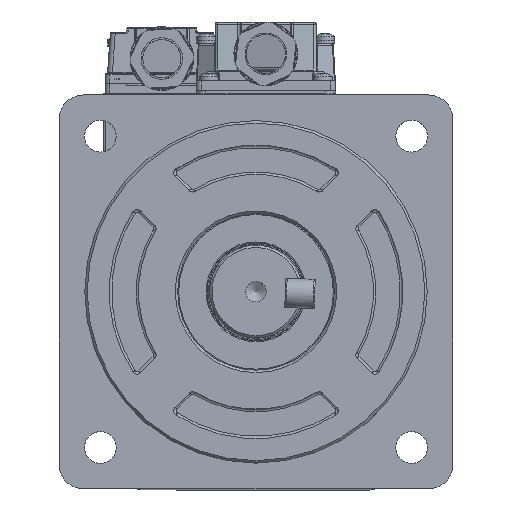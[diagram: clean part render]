
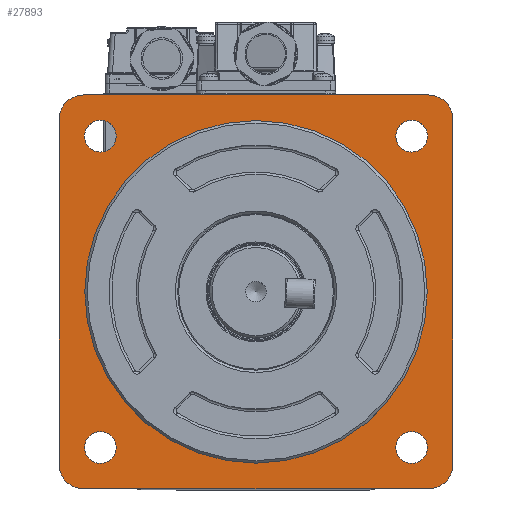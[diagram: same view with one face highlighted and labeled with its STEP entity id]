
A CAD part, top view. The second image highlights one B-rep face of the part: STEP entity #27893.
In plain terms, the highlighted planar face has unit normal (0, 0, 1).
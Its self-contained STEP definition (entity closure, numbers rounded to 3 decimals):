
#10 = CARTESIAN_POINT ( 'NONE',  ( -35.25, -35.25, 0. ) ) ;
#106 = ORIENTED_EDGE ( 'NONE', *, *, #51411, .F. ) ;
#1276 = CARTESIAN_POINT ( 'NONE',  ( 35.07, -31.82, 0. ) ) ;
#1430 = CARTESIAN_POINT ( 'NONE',  ( -35.25, 40.25, 0. ) ) ;
#1528 = DIRECTION ( 'NONE',  ( 0., 0., 1. ) ) ;
#1532 = VERTEX_POINT ( 'NONE', #33763 ) ;
#1741 = CARTESIAN_POINT ( 'NONE',  ( 0., 0., 0. ) ) ;
#1774 = DIRECTION ( 'NONE',  ( 1., 0., 0. ) ) ;
#1895 = CARTESIAN_POINT ( 'NONE',  ( -40.25, -35.25, 0. ) ) ;
#3209 = EDGE_CURVE ( 'NONE', #1532, #32296, #36452, .T. ) ;
#4147 = AXIS2_PLACEMENT_3D ( 'NONE', #57383, #10532, #10186 ) ;
#4197 = CARTESIAN_POINT ( 'NONE',  ( -40.25, 40.25, 0. ) ) ;
#4809 = CARTESIAN_POINT ( 'NONE',  ( 35.25, -35.25, 0. ) ) ;
#5139 = DIRECTION ( 'NONE',  ( 0., 0., 1. ) ) ;
#5555 = EDGE_CURVE ( 'NONE', #48108, #48108, #53088, .T. ) ;
#6542 = VERTEX_POINT ( 'NONE', #1276 ) ;
#6596 = VERTEX_POINT ( 'NONE', #34060 ) ;
#7413 = AXIS2_PLACEMENT_3D ( 'NONE', #10, #42623, #11507 ) ;
#7590 = ORIENTED_EDGE ( 'NONE', *, *, #50368, .T. ) ;
#8116 = VECTOR ( 'NONE', #33973, 1000. ) ;
#8280 = FACE_BOUND ( 'NONE', #22274, .T. ) ;
#9765 = VECTOR ( 'NONE', #63144, 1000. ) ;
#10186 = DIRECTION ( 'NONE',  ( 1., 0., 0. ) ) ;
#10532 = DIRECTION ( 'NONE',  ( 0., 0., 1. ) ) ;
#10899 = VERTEX_POINT ( 'NONE', #45359 ) ;
#11106 = EDGE_CURVE ( 'NONE', #62126, #6596, #51960, .T. ) ;
#11216 = ORIENTED_EDGE ( 'NONE', *, *, #62531, .T. ) ;
#11445 = EDGE_LOOP ( 'NONE', ( #54413 ) ) ;
#11507 = DIRECTION ( 'NONE',  ( 1., 0., 0. ) ) ;
#12207 = VERTEX_POINT ( 'NONE', #33534 ) ;
#12692 = DIRECTION ( 'NONE',  ( 1., 0., 0. ) ) ;
#12813 = EDGE_CURVE ( 'NONE', #32296, #10899, #62600, .T. ) ;
#12843 = CARTESIAN_POINT ( 'NONE',  ( 0., 0., 0. ) ) ;
#13300 = DIRECTION ( 'NONE',  ( 0., 0., 1. ) ) ;
#14547 = ORIENTED_EDGE ( 'NONE', *, *, #15449, .T. ) ;
#14566 = EDGE_LOOP ( 'NONE', ( #106 ) ) ;
#14780 = CARTESIAN_POINT ( 'NONE',  ( -40.25, 40.25, 0. ) ) ;
#15449 = EDGE_CURVE ( 'NONE', #10899, #66166, #37023, .T. ) ;
#17845 = DIRECTION ( 'NONE',  ( 0., 0., 1. ) ) ;
#18441 = DIRECTION ( 'NONE',  ( 0., 0., 1. ) ) ;
#20067 = CIRCLE ( 'NONE', #22231, 3.25 ) ;
#20162 = AXIS2_PLACEMENT_3D ( 'NONE', #4809, #5139, #43225 ) ;
#20877 = CIRCLE ( 'NONE', #7413, 5. ) ;
#21217 = CARTESIAN_POINT ( 'NONE',  ( 40.25, 40.25, 0. ) ) ;
#21956 = EDGE_CURVE ( 'NONE', #6596, #1532, #51127, .T. ) ;
#22231 = AXIS2_PLACEMENT_3D ( 'NONE', #28081, #1528, #12692 ) ;
#22274 = EDGE_LOOP ( 'NONE', ( #47891 ) ) ;
#22831 = DIRECTION ( 'NONE',  ( 0., 0., 1. ) ) ;
#24195 = AXIS2_PLACEMENT_3D ( 'NONE', #29379, #29032, #1774 ) ;
#24240 = CIRCLE ( 'NONE', #4147, 3.25 ) ;
#27534 = CIRCLE ( 'NONE', #42062, 35. ) ;
#27893 = ADVANCED_FACE ( 'NONE', ( #8280, #67676, #66300, #45705, #40113, #29610 ), #30292, .T. ) ;
#28081 = CARTESIAN_POINT ( 'NONE',  ( 31.82, -31.82, 0. ) ) ;
#28579 = ORIENTED_EDGE ( 'NONE', *, *, #61906, .F. ) ;
#28676 = CARTESIAN_POINT ( 'NONE',  ( -28.57, -31.82, 0. ) ) ;
#29032 = DIRECTION ( 'NONE',  ( 0., 0., 1. ) ) ;
#29379 = CARTESIAN_POINT ( 'NONE',  ( 31.82, 31.82, 0. ) ) ;
#29565 = ORIENTED_EDGE ( 'NONE', *, *, #67649, .T. ) ;
#29610 = FACE_OUTER_BOUND ( 'NONE', #49939, .T. ) ;
#29728 = VERTEX_POINT ( 'NONE', #28676 ) ;
#30079 = CARTESIAN_POINT ( 'NONE',  ( -35.25, 35.25, 0. ) ) ;
#30292 = PLANE ( 'NONE',  #43197 ) ;
#30316 = DIRECTION ( 'NONE',  ( 0., 0., 1. ) ) ;
#30495 = CARTESIAN_POINT ( 'NONE',  ( 40.25, -35.25, 0. ) ) ;
#31254 = CARTESIAN_POINT ( 'NONE',  ( 35.25, -40.25, 0. ) ) ;
#31352 = CARTESIAN_POINT ( 'NONE',  ( 35.25, 35.25, 0. ) ) ;
#32082 = EDGE_CURVE ( 'NONE', #29728, #29728, #24240, .T. ) ;
#32296 = VERTEX_POINT ( 'NONE', #1430 ) ;
#32451 = AXIS2_PLACEMENT_3D ( 'NONE', #30079, #13300, #51387 ) ;
#32955 = CARTESIAN_POINT ( 'NONE',  ( -35.25, -40.25, 0. ) ) ;
#33534 = CARTESIAN_POINT ( 'NONE',  ( 35., 0., 0. ) ) ;
#33763 = CARTESIAN_POINT ( 'NONE',  ( 35.25, 40.25, 0. ) ) ;
#33973 = DIRECTION ( 'NONE',  ( 1., 0., 0. ) ) ;
#34060 = CARTESIAN_POINT ( 'NONE',  ( 40.25, 35.25, 0. ) ) ;
#35256 = AXIS2_PLACEMENT_3D ( 'NONE', #42795, #22831, #38929 ) ;
#36452 = LINE ( 'NONE', #14780, #61483 ) ;
#37023 = LINE ( 'NONE', #4197, #39531 ) ;
#37569 = ORIENTED_EDGE ( 'NONE', *, *, #21956, .T. ) ;
#38929 = DIRECTION ( 'NONE',  ( 1., 0., 0. ) ) ;
#39144 = DIRECTION ( 'NONE',  ( 1., 0., 0. ) ) ;
#39410 = DIRECTION ( 'NONE',  ( 1., 0., 0. ) ) ;
#39450 = CARTESIAN_POINT ( 'NONE',  ( 35.07, 31.82, 0. ) ) ;
#39531 = VECTOR ( 'NONE', #48192, 1000. ) ;
#40113 = FACE_BOUND ( 'NONE', #14566, .T. ) ;
#41690 = DIRECTION ( 'NONE',  ( -1., 0., 0. ) ) ;
#42062 = AXIS2_PLACEMENT_3D ( 'NONE', #1741, #17845, #39144 ) ;
#42623 = DIRECTION ( 'NONE',  ( 0., 0., 1. ) ) ;
#42628 = VERTEX_POINT ( 'NONE', #32955 ) ;
#42795 = CARTESIAN_POINT ( 'NONE',  ( -31.82, 31.82, 0. ) ) ;
#43197 = AXIS2_PLACEMENT_3D ( 'NONE', #12843, #18441, #39410 ) ;
#43225 = DIRECTION ( 'NONE',  ( 1., 0., 0. ) ) ;
#43770 = VERTEX_POINT ( 'NONE', #31254 ) ;
#45359 = CARTESIAN_POINT ( 'NONE',  ( -40.25, 35.25, 0. ) ) ;
#45705 = FACE_BOUND ( 'NONE', #68005, .T. ) ;
#46706 = AXIS2_PLACEMENT_3D ( 'NONE', #31352, #30316, #51637 ) ;
#47891 = ORIENTED_EDGE ( 'NONE', *, *, #5555, .F. ) ;
#48108 = VERTEX_POINT ( 'NONE', #63516 ) ;
#48192 = DIRECTION ( 'NONE',  ( 0., -1., 0. ) ) ;
#48807 = ORIENTED_EDGE ( 'NONE', *, *, #50084, .F. ) ;
#49758 = ORIENTED_EDGE ( 'NONE', *, *, #12813, .T. ) ;
#49939 = EDGE_LOOP ( 'NONE', ( #14547, #7590, #29565, #11216, #65920, #37569, #65883, #49758 ) ) ;
#50084 = EDGE_CURVE ( 'NONE', #55504, #55504, #52085, .T. ) ;
#50368 = EDGE_CURVE ( 'NONE', #66166, #42628, #20877, .T. ) ;
#51127 = CIRCLE ( 'NONE', #46706, 5. ) ;
#51387 = DIRECTION ( 'NONE',  ( 1., 0., 0. ) ) ;
#51411 = EDGE_CURVE ( 'NONE', #12207, #12207, #27534, .T. ) ;
#51637 = DIRECTION ( 'NONE',  ( 1., 0., 0. ) ) ;
#51960 = LINE ( 'NONE', #21217, #9765 ) ;
#52085 = CIRCLE ( 'NONE', #24195, 3.25 ) ;
#53088 = CIRCLE ( 'NONE', #35256, 3.25 ) ;
#54413 = ORIENTED_EDGE ( 'NONE', *, *, #32082, .F. ) ;
#55504 = VERTEX_POINT ( 'NONE', #39450 ) ;
#57383 = CARTESIAN_POINT ( 'NONE',  ( -31.82, -31.82, 0. ) ) ;
#60877 = LINE ( 'NONE', #65419, #8116 ) ;
#61091 = EDGE_LOOP ( 'NONE', ( #28579 ) ) ;
#61483 = VECTOR ( 'NONE', #41690, 1000. ) ;
#61906 = EDGE_CURVE ( 'NONE', #6542, #6542, #20067, .T. ) ;
#62126 = VERTEX_POINT ( 'NONE', #30495 ) ;
#62531 = EDGE_CURVE ( 'NONE', #43770, #62126, #66978, .T. ) ;
#62600 = CIRCLE ( 'NONE', #32451, 5. ) ;
#63144 = DIRECTION ( 'NONE',  ( 0., 1., 0. ) ) ;
#63516 = CARTESIAN_POINT ( 'NONE',  ( -28.57, 31.82, 0. ) ) ;
#65419 = CARTESIAN_POINT ( 'NONE',  ( -40.25, -40.25, 0. ) ) ;
#65883 = ORIENTED_EDGE ( 'NONE', *, *, #3209, .T. ) ;
#65920 = ORIENTED_EDGE ( 'NONE', *, *, #11106, .T. ) ;
#66166 = VERTEX_POINT ( 'NONE', #1895 ) ;
#66300 = FACE_BOUND ( 'NONE', #61091, .T. ) ;
#66978 = CIRCLE ( 'NONE', #20162, 5. ) ;
#67649 = EDGE_CURVE ( 'NONE', #42628, #43770, #60877, .T. ) ;
#67676 = FACE_BOUND ( 'NONE', #11445, .T. ) ;
#68005 = EDGE_LOOP ( 'NONE', ( #48807 ) ) ;
